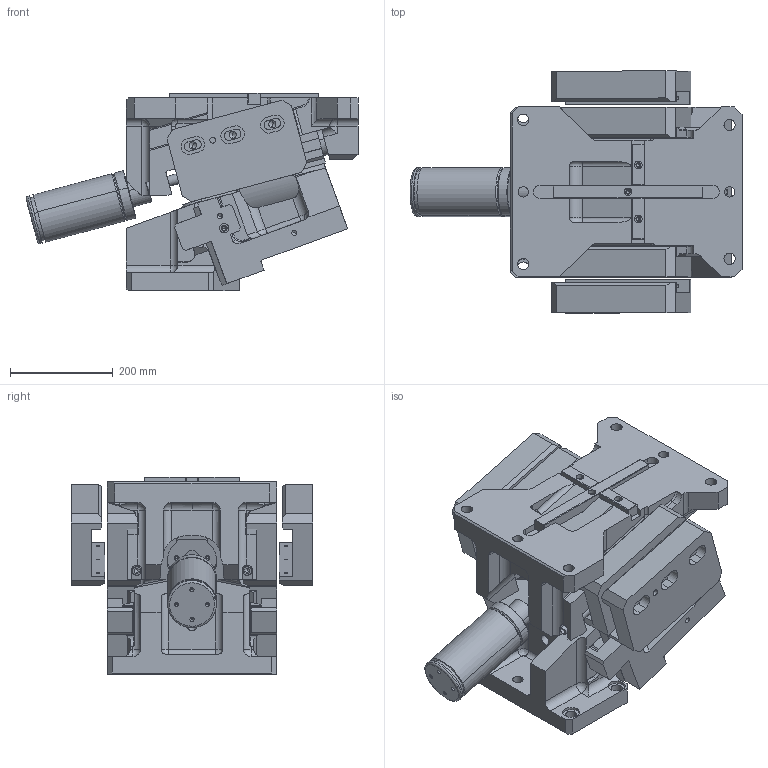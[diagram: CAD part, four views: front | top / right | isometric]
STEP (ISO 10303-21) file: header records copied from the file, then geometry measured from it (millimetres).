
FILE_DESCRIPTION(('CATIA V5 STEP Exchange','CAx-IF Rec.Pracs.--- Model Styling and Organization---1.4--- 2014-01-23'),'2;1');
FILE_NAME('KS_OT_0330_70__IND_07__23519__SCHIEBERADAPTER_PART__2014_11_25__SCHWER.stp','2017-10-27T07:11:34+00:00',('none'),('none'),'CATIA Version 5-6 Release 2016 SP3 HF35','CATIA V5 STEP AP203 WITH EXTENSIONS','none');
FILE_SCHEMA(('CONFIG_CONTROL_DESIGN','SHAPE_APPEARANCE_LAYER_MIM'));
Length unit declared in the file: millimetre
Products named in the file (1): KS_OT_0330_70__IND_07__23519__SCHIEBERADAPTER_PART__2014_11_25__SCHWER
Bounding box: 645.16 x 470 x 384 mm (x, y, z)
Volume: 35807750.3 mm3; surface area: 2197001.4 mm2
Topology: 7 solids, 11 shells, 1432 faces, 3716 edges, 2332 vertices
Faces by surface type: plane 646, cylinder 589, cone 112, torus 55, sphere 10, revolution 10, bspline 6, extrusion 4
Entity records: 42578 total; most frequent: CARTESIAN_POINT 10557, ORIENTED_EDGE 7198, DIRECTION 5200, EDGE_CURVE 3599, VERTEX_POINT 2328, AXIS2_PLACEMENT_3D 2189, VECTOR 1999, LINE 1995
